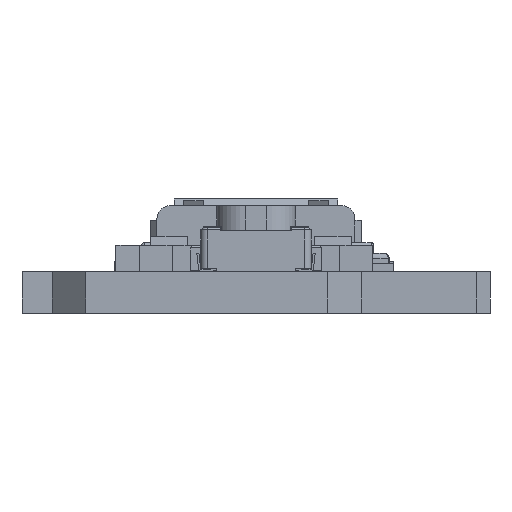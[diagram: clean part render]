
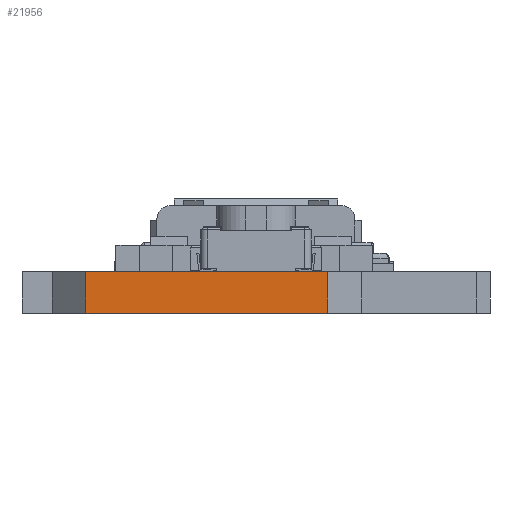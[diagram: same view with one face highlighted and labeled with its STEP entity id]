
A CAD part, front view. The second image highlights one B-rep face of the part: STEP entity #21956.
In plain terms, the highlighted planar face has unit normal (0, -1, 0).
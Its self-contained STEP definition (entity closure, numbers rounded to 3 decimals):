
#356=PLANE('',#23434);
#1283=FACE_OUTER_BOUND('',#2461,.T.);
#2461=EDGE_LOOP('',(#14919,#14920,#14921,#14922));
#3799=LINE('',#31584,#6379);
#3800=LINE('',#31587,#6380);
#3801=LINE('',#31589,#6381);
#3802=LINE('',#31590,#6382);
#6379=VECTOR('',#25519,10.);
#6380=VECTOR('',#25522,10.);
#6381=VECTOR('',#25523,10.);
#6382=VECTOR('',#25524,10.);
#9585=VERTEX_POINT('',#31580);
#9586=VERTEX_POINT('',#31582);
#9587=VERTEX_POINT('',#31586);
#9588=VERTEX_POINT('',#31588);
#11690=EDGE_CURVE('',#9585,#9586,#3799,.T.);
#11691=EDGE_CURVE('',#9587,#9585,#3800,.T.);
#11692=EDGE_CURVE('',#9588,#9586,#3801,.T.);
#11693=EDGE_CURVE('',#9587,#9588,#3802,.T.);
#14919=ORIENTED_EDGE('',*,*,#11691,.T.);
#14920=ORIENTED_EDGE('',*,*,#11690,.T.);
#14921=ORIENTED_EDGE('',*,*,#11692,.F.);
#14922=ORIENTED_EDGE('',*,*,#11693,.F.);
#21956=ADVANCED_FACE('',(#1283),#356,.T.);
#23434=AXIS2_PLACEMENT_3D('',#31585,#25520,#25521);
#25519=DIRECTION('',(0.,0.,1.));
#25520=DIRECTION('center_axis',(0.,-1.,0.));
#25521=DIRECTION('ref_axis',(1.,0.,0.));
#25522=DIRECTION('',(1.,0.,0.));
#25523=DIRECTION('',(1.,0.,0.));
#25524=DIRECTION('',(0.,0.,1.));
#31580=CARTESIAN_POINT('',(2.73,-1.27,0.));
#31582=CARTESIAN_POINT('',(2.73,-1.27,1.57));
#31584=CARTESIAN_POINT('',(2.73,-1.27,0.));
#31585=CARTESIAN_POINT('Origin',(-6.477,-1.27,0.));
#31586=CARTESIAN_POINT('',(-6.477,-1.27,0.));
#31587=CARTESIAN_POINT('',(-6.477,-1.27,0.));
#31588=CARTESIAN_POINT('',(-6.477,-1.27,1.57));
#31589=CARTESIAN_POINT('',(-6.477,-1.27,1.57));
#31590=CARTESIAN_POINT('',(-6.477,-1.27,0.));
